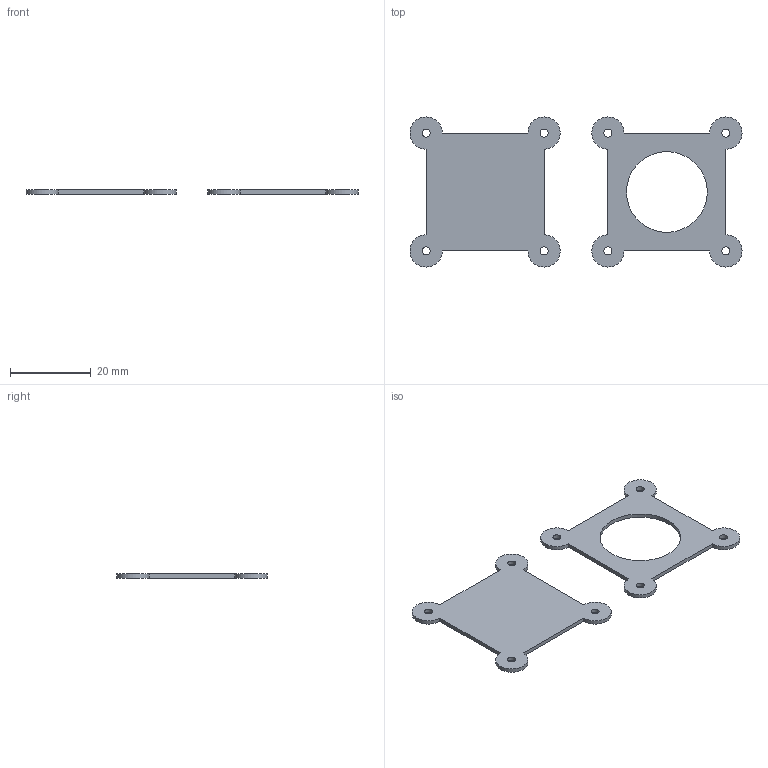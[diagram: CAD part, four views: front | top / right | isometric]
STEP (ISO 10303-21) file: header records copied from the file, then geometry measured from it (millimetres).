
FILE_DESCRIPTION(/* description */ (''),/* implementation_level */ '2;1');
FILE_NAME(/* name */ 'cache_roulement v23.step',/* time_stamp */ '2022-02-10T15:09:40+01:00',/* author */ (''),/* organization */ (''),/* preprocessor_version */ 'ST-DEVELOPER v18.1',/* originating_system */ 'Autodesk Translation Framework v10.13.0.1454',/* authorisation */ '');
FILE_SCHEMA (('AUTOMOTIVE_DESIGN { 1 0 10303 214 3 1 1 }'));
Length unit declared in the file: millimetre
Products named in the file (1): cache_roulement
Bounding box: 82.19 x 37.19 x 1 mm (x, y, z)
Volume: 1665.9 mm3; surface area: 3765.2 mm2
Topology: 2 solids, 2 shells, 29 faces, 75 edges, 50 vertices
Faces by surface type: cylinder 17, plane 12
Full cylindrical faces by diameter (mm): 2 x8, 20 x1
Entity records: 971 total; most frequent: DIRECTION 169, CARTESIAN_POINT 155, ORIENTED_EDGE 150, EDGE_CURVE 75, AXIS2_PLACEMENT_3D 64, VERTEX_POINT 50, EDGE_LOOP 47, LINE 41
